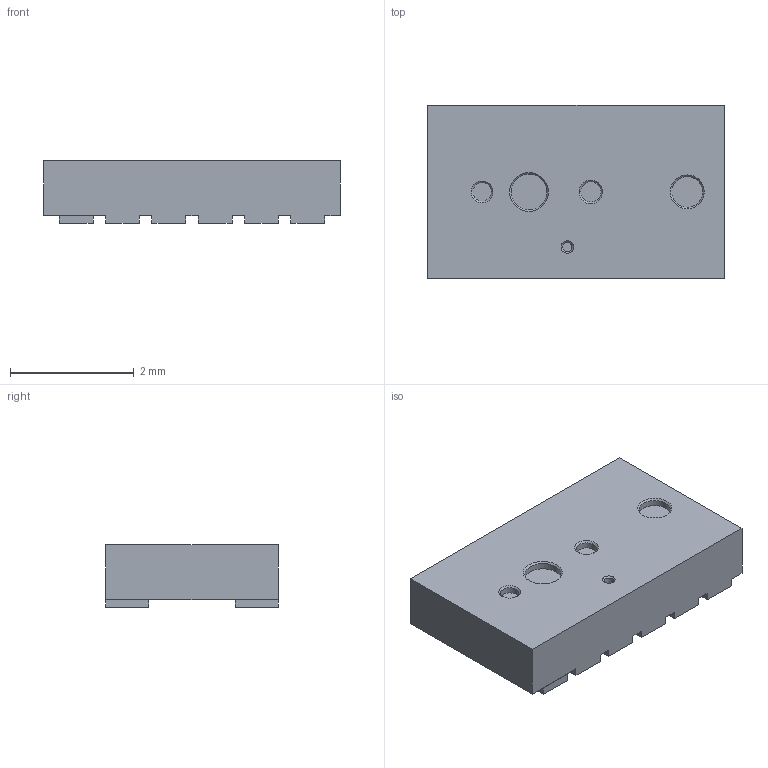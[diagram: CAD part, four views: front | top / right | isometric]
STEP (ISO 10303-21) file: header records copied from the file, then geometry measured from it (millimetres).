
FILE_DESCRIPTION (( 'STEP AP214' ), '1' );
FILE_NAME ('VL6180.STEP', '2015-02-13T21:35:17', ( '' ), ( '' ), 'SwSTEP 2.0', 'SolidWorks 2014', '' );
FILE_SCHEMA (( 'AUTOMOTIVE_DESIGN' ));
Length unit declared in the file: inch
Products named in the file (1): VL6180
Bounding box: 4.8 x 2.8 x 1.02 mm (x, y, z)
Volume: 12.5 mm3; surface area: 45.6 mm2
Topology: 2 solids, 2 shells, 81 faces, 206 edges, 134 vertices
Faces by surface type: plane 61, cone 10, cylinder 10
Entity records: 3189 total; most frequent: CARTESIAN_POINT 422, ORIENTED_EDGE 412, DIRECTION 400, EDGE_CURVE 206, LINE 176, VECTOR 176, VERTEX_POINT 134, AXIS2_PLACEMENT_3D 112
